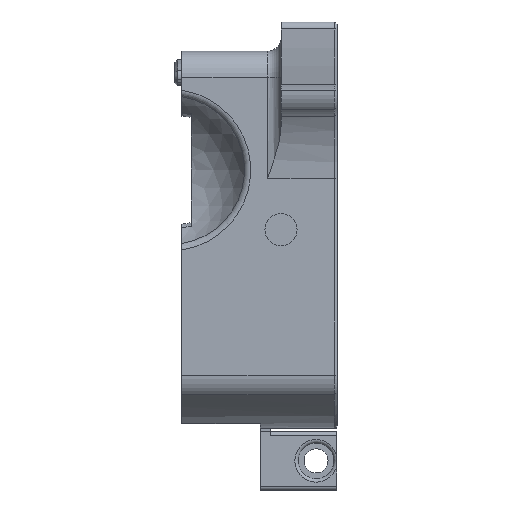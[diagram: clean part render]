
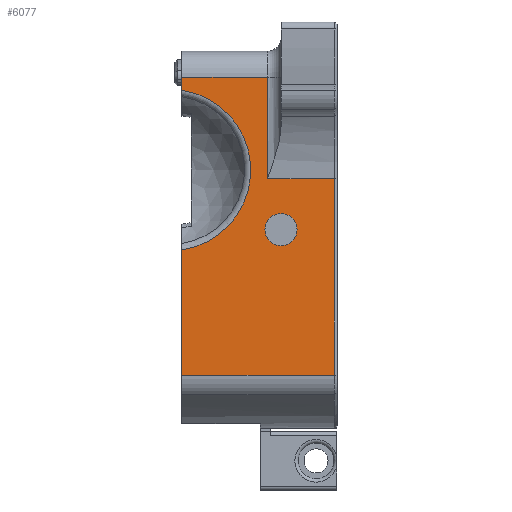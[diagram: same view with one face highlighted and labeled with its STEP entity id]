
A CAD part, front view. The second image highlights one B-rep face of the part: STEP entity #6077.
In plain terms, the highlighted planar face has unit normal (0, -1, 0).
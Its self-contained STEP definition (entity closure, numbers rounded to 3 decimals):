
#129=FACE_BOUND('',#845,.T.);
#229=PLANE('',#6684);
#481=FACE_OUTER_BOUND('',#844,.T.);
#844=EDGE_LOOP('',(#5039,#5040,#5041,#5042,#5043,#5044,#5045,#5046,#5047));
#845=EDGE_LOOP('',(#5048));
#1239=CIRCLE('',#6685,11.782);
#1240=CIRCLE('',#6686,2.35);
#1569=LINE('',#9942,#2046);
#1658=LINE('',#10510,#2135);
#1682=LINE('',#10614,#2159);
#1683=LINE('',#10617,#2160);
#1684=LINE('',#10619,#2161);
#1685=LINE('',#10621,#2162);
#1686=LINE('',#10623,#2163);
#1687=LINE('',#10625,#2164);
#2046=VECTOR('',#7703,10.);
#2135=VECTOR('',#8086,10.);
#2159=VECTOR('',#8170,10.);
#2160=VECTOR('',#8173,10.);
#2161=VECTOR('',#8174,12.);
#2162=VECTOR('',#8175,10.);
#2163=VECTOR('',#8176,10.);
#2164=VECTOR('',#8177,10.);
#2654=VERTEX_POINT('',#9939);
#2655=VERTEX_POINT('',#9941);
#2789=VERTEX_POINT('',#10504);
#2790=VERTEX_POINT('',#10508);
#2803=VERTEX_POINT('',#10616);
#2804=VERTEX_POINT('',#10618);
#2805=VERTEX_POINT('',#10620);
#2806=VERTEX_POINT('',#10622);
#2807=VERTEX_POINT('',#10624);
#2808=VERTEX_POINT('',#10627);
#3365=EDGE_CURVE('',#2655,#2654,#1569,.T.);
#3561=EDGE_CURVE('',#2789,#2790,#1658,.T.);
#3598=EDGE_CURVE('',#2654,#2790,#1682,.T.);
#3599=EDGE_CURVE('',#2789,#2803,#1683,.T.);
#3600=EDGE_CURVE('',#2803,#2804,#1684,.T.);
#3601=EDGE_CURVE('',#2805,#2804,#1685,.T.);
#3602=EDGE_CURVE('',#2805,#2806,#1686,.T.);
#3603=EDGE_CURVE('',#2806,#2807,#1687,.T.);
#3604=EDGE_CURVE('',#2655,#2807,#1239,.T.);
#3605=EDGE_CURVE('',#2808,#2808,#1240,.T.);
#5039=ORIENTED_EDGE('',*,*,#3365,.T.);
#5040=ORIENTED_EDGE('',*,*,#3598,.T.);
#5041=ORIENTED_EDGE('',*,*,#3561,.F.);
#5042=ORIENTED_EDGE('',*,*,#3599,.T.);
#5043=ORIENTED_EDGE('',*,*,#3600,.T.);
#5044=ORIENTED_EDGE('',*,*,#3601,.F.);
#5045=ORIENTED_EDGE('',*,*,#3602,.T.);
#5046=ORIENTED_EDGE('',*,*,#3603,.T.);
#5047=ORIENTED_EDGE('',*,*,#3604,.F.);
#5048=ORIENTED_EDGE('',*,*,#3605,.T.);
#6077=ADVANCED_FACE('',(#481,#129),#229,.F.);
#6684=AXIS2_PLACEMENT_3D('',#10615,#8171,#8172);
#6685=AXIS2_PLACEMENT_3D('',#10626,#8178,#8179);
#6686=AXIS2_PLACEMENT_3D('',#10628,#8180,#8181);
#7703=DIRECTION('',(0.,0.,-1.));
#8086=DIRECTION('',(0.,0.,-1.));
#8170=DIRECTION('',(1.,0.,0.));
#8171=DIRECTION('center_axis',(0.,1.,0.));
#8172=DIRECTION('ref_axis',(0.,0.,
-1.));
#8173=DIRECTION('',(-1.,0.,0.));
#8174=DIRECTION('',(-1.,0.,0.));
#8175=DIRECTION('',(0.,0.,-1.));
#8176=DIRECTION('',(-1.,0.,0.));
#8177=DIRECTION('',(0.,0.,-1.));
#8178=DIRECTION('center_axis',(0.,-1.,0.));
#8179=DIRECTION('ref_axis',(1.,0.,0.));
#8180=DIRECTION('center_axis',(0.,1.,0.));
#8181=DIRECTION('ref_axis',(-1.,0.,0.));
#9939=CARTESIAN_POINT('',(-14.5,133.364,-104.069));
#9941=CARTESIAN_POINT('',(-14.5,133.364,-85.796));
#9942=CARTESIAN_POINT('',(-14.5,133.364,-86.203));
#10504=CARTESIAN_POINT('',(7.8,133.364,-75.371));
#10508=CARTESIAN_POINT('',(7.8,133.364,-104.069));
#10510=CARTESIAN_POINT('',(7.8,133.364,-78.668));
#10614=CARTESIAN_POINT('',(0.,133.364,-104.069));
#10615=CARTESIAN_POINT('Origin',(8.2,133.364,-75.772));
#10616=CARTESIAN_POINT('',(2.2,133.364,-75.371));
#10617=CARTESIAN_POINT('',(8.2,133.364,-75.371));
#10618=CARTESIAN_POINT('',(-1.954,133.364,-75.372));
#10619=CARTESIAN_POINT('',(8.2,133.364,-75.372));
#10620=CARTESIAN_POINT('',(-1.954,133.364,-60.578));
#10621=CARTESIAN_POINT('',(-1.954,133.364,-64.125));
#10622=CARTESIAN_POINT('',(-14.5,133.364,-60.578));
#10623=CARTESIAN_POINT('',(4.1,133.364,-60.578));
#10624=CARTESIAN_POINT('',(-14.5,133.364,-62.479));
#10625=CARTESIAN_POINT('',(-14.5,133.364,-86.203));
#10626=CARTESIAN_POINT('Origin',(-16.2,133.364,-74.137));
#10627=CARTESIAN_POINT('',(2.35,133.364,-82.826));
#10628=CARTESIAN_POINT('Origin',(0.,133.364,-82.826));
